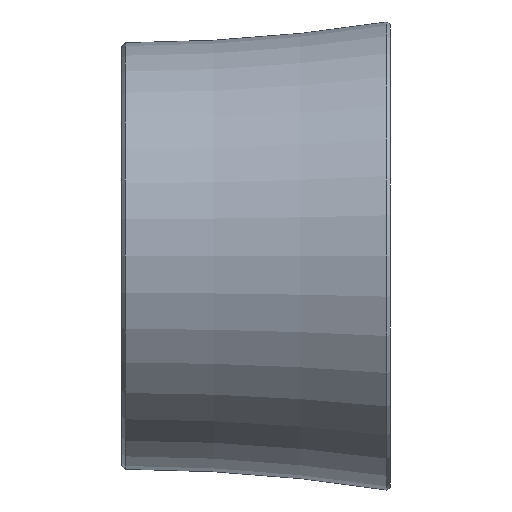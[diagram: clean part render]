
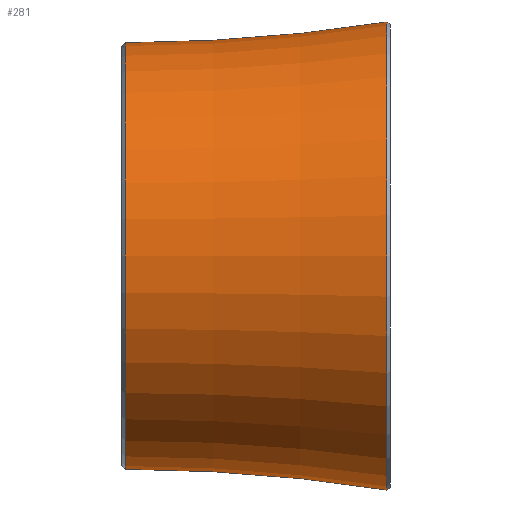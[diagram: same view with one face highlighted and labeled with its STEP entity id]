
A CAD part, left-side view. The second image highlights one B-rep face of the part: STEP entity #281.
In plain terms, the highlighted toroidal (fillet/blend) face has major radius 142.524 mm and minor radius 126.65 mm.
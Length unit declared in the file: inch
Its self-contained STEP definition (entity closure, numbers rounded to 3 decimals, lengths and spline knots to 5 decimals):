
#1 = CIRCLE ( 'NONE', #135, 0.62501 ) ;
#10 = VERTEX_POINT ( 'NONE', #363 ) ;
#12 = EDGE_LOOP ( 'NONE', ( #323, #314, #259, #37 ) ) ;
#15 = DIRECTION ( 'NONE',  ( 0., 0., 1. ) ) ;
#23 = TOROIDAL_SURFACE ( 'NONE', #272, 5.6112, 4.9862 ) ;
#37 = ORIENTED_EDGE ( 'NONE', *, *, #166, .F. ) ;
#43 = CARTESIAN_POINT ( 'NONE',  ( 0., 0.787, 5.6112 ) ) ;
#65 = DIRECTION ( 'NONE',  ( 0., 0., -1. ) ) ;
#66 = VERTEX_POINT ( 'NONE', #179 ) ;
#83 = AXIS2_PLACEMENT_3D ( 'NONE', #43, #107, #287 ) ;
#107 = DIRECTION ( 'NONE',  ( 1., 0., 0. ) ) ;
#108 = VERTEX_POINT ( 'NONE', #275 ) ;
#131 = CARTESIAN_POINT ( 'NONE',  ( 0., 0.787, -5.6112 ) ) ;
#135 = AXIS2_PLACEMENT_3D ( 'NONE', #205, #358, #15 ) ;
#138 = DIRECTION ( 'NONE',  ( -1., 0., 0. ) ) ;
#140 = DIRECTION ( 'NONE',  ( 0., -1., 0. ) ) ;
#142 = CIRCLE ( 'NONE', #226, 4.9862 ) ;
#149 = CARTESIAN_POINT ( 'NONE',  ( 0., 0.00989, 0. ) ) ;
#166 = EDGE_CURVE ( 'NONE', #394, #10, #142, .T. ) ;
#179 = CARTESIAN_POINT ( 'NONE',  ( 0., 0.00989, 0.68593 ) ) ;
#198 = FACE_OUTER_BOUND ( 'NONE', #12, .T. ) ;
#202 = CIRCLE ( 'NONE', #360, 0.68593 ) ;
#205 = CARTESIAN_POINT ( 'NONE',  ( 0., 0.77699, 0. ) ) ;
#226 = AXIS2_PLACEMENT_3D ( 'NONE', #131, #138, #313 ) ;
#250 = CARTESIAN_POINT ( 'NONE',  ( 0., 0.787, 0. ) ) ;
#259 = ORIENTED_EDGE ( 'NONE', *, *, #351, .T. ) ;
#272 = AXIS2_PLACEMENT_3D ( 'NONE', #250, #140, #65 ) ;
#275 = CARTESIAN_POINT ( 'NONE',  ( 0., 0.77699, 0.62501 ) ) ;
#281 = ADVANCED_FACE ( 'NONE', ( #198 ), #23, .F. ) ;
#285 = CIRCLE ( 'NONE', #83, 4.9862 ) ;
#287 = DIRECTION ( 'NONE',  ( 0., 0., -1. ) ) ;
#313 = DIRECTION ( 'NONE',  ( 0., 0., 1. ) ) ;
#314 = ORIENTED_EDGE ( 'NONE', *, *, #397, .T. ) ;
#323 = ORIENTED_EDGE ( 'NONE', *, *, #344, .T. ) ;
#324 = DIRECTION ( 'NONE',  ( 0., 1., 0. ) ) ;
#344 = EDGE_CURVE ( 'NONE', #394, #66, #202, .T. ) ;
#351 = EDGE_CURVE ( 'NONE', #108, #10, #1, .T. ) ;
#358 = DIRECTION ( 'NONE',  ( 0., -1., 0. ) ) ;
#360 = AXIS2_PLACEMENT_3D ( 'NONE', #149, #324, #362 ) ;
#362 = DIRECTION ( 'NONE',  ( 0., 0., 1. ) ) ;
#363 = CARTESIAN_POINT ( 'NONE',  ( 0., 0.77699, -0.62501 ) ) ;
#364 = CARTESIAN_POINT ( 'NONE',  ( 0., 0.00989, -0.68593 ) ) ;
#394 = VERTEX_POINT ( 'NONE', #364 ) ;
#397 = EDGE_CURVE ( 'NONE', #66, #108, #285, .T. ) ;
